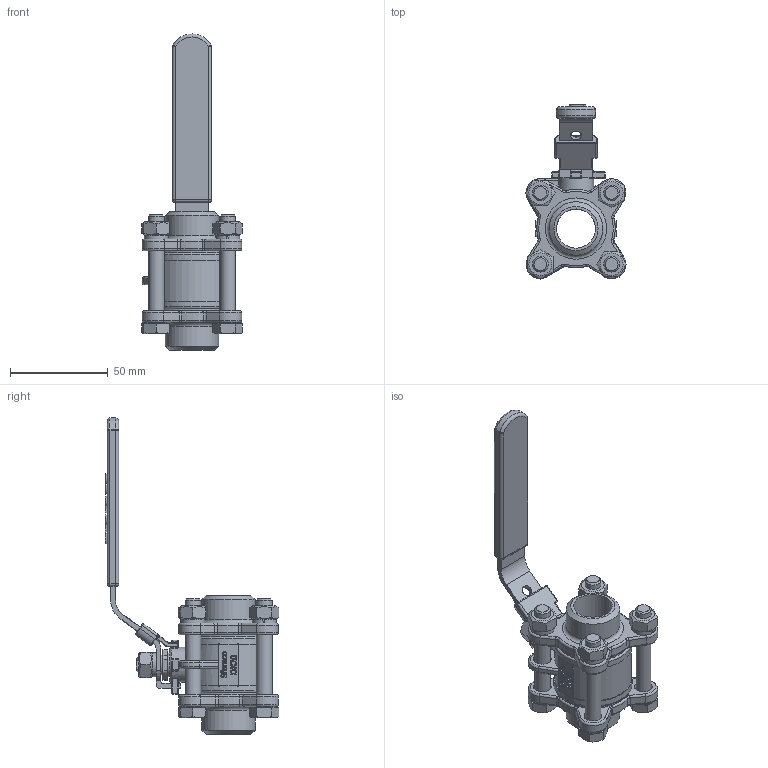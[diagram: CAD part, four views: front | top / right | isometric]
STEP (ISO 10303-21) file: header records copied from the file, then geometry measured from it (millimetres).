
FILE_DESCRIPTION(/* description */ ('791020'),/* implementation_level */ '2;1');
FILE_NAME(/* name */ '791020.stp',/* time_stamp */ '2019-10-02T09:36:12+02:00',/* author */ ('jmorand'),/* organization */ ('Sferaco'),/* preprocessor_version */ 'ST-DEVELOPER v18',/* originating_system */ 'Autodesk Inventor 2020',/* authorisation */ '');
FILE_SCHEMA (('AUTOMOTIVE_DESIGN { 1 0 10303 214 3 1 1 }'));
Length unit declared in the file: millimetre
Products named in the file (1): 791020C_ens_Shrinkwrap_1
Bounding box: 51.43 x 88.71 x 161.3 mm (x, y, z)
Volume: 89300.5 mm3; surface area: 51773.6 mm2
Topology: 22 solids, 22 shells, 1157 faces, 2910 edges, 1848 vertices
Faces by surface type: plane 477, bspline 285, cylinder 224, torus 97, cone 52, sphere 22
Full cylindrical faces by diameter (mm): 5.5 x1, 6.647 x5, 8 x4, 9 x9, 10 x2, 10.106 x1, 12 x1, 13 x4, 18 x1, 20 x3, 27.3 x2, 38 x2, 40 x2
Entity records: 38520 total; most frequent: CARTESIAN_POINT 11345, ORIENTED_EDGE 5820, DIRECTION 4639, EDGE_CURVE 2910, VERTEX_POINT 1848, AXIS2_PLACEMENT_3D 1595, LINE 1449, VECTOR 1449
